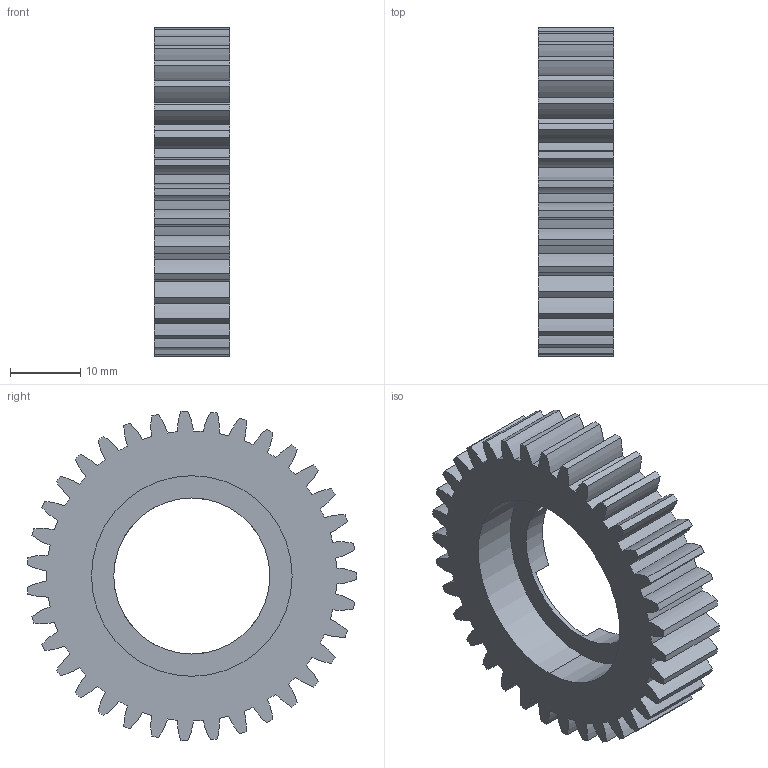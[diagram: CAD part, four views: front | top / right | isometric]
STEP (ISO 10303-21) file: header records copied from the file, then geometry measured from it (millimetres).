
FILE_DESCRIPTION (( 'STEP AP214' ), '1' );
FILE_NAME ('am-3328 Rocketbox 35T Drive Output Gear.STEP', '2016-05-19T14:33:29', ( '' ), ( '' ), 'SwSTEP 2.0', 'SolidWorks 2014', '' );
FILE_SCHEMA (( 'AUTOMOTIVE_DESIGN' ));
Length unit declared in the file: inch
Products named in the file (1): am-3328 Rocketbox 35T Drive Output Gear
Bounding box: 10.79 x 46.93 x 46.98 mm (x, y, z)
Volume: 8821.3 mm3; surface area: 6495.3 mm2
Topology: 1 solids, 1 shells, 173 faces, 510 edges, 340 vertices
Faces by surface type: cylinder 158, plane 15
Entity records: 6016 total; most frequent: DIRECTION 1186, CARTESIAN_POINT 1024, ORIENTED_EDGE 1020, EDGE_CURVE 510, AXIS2_PLACEMENT_3D 502, VERTEX_POINT 340, CIRCLE 328, VECTOR 182
